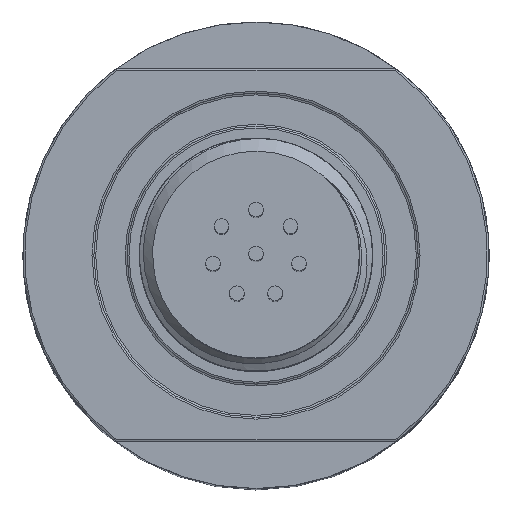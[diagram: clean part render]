
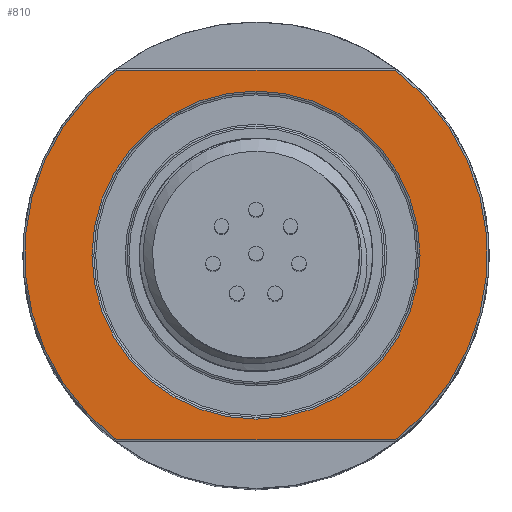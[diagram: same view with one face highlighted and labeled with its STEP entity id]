
A CAD part, top view. The second image highlights one B-rep face of the part: STEP entity #810.
In plain terms, the highlighted planar face has unit normal (0, 0, 1).
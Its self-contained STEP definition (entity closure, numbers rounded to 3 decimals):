
#16=LINE($,#3294,#26);
#17=LINE($,#3296,#27);
#26=VECTOR($,#1156,18.965);
#27=VECTOR($,#1157,18.965);
#60=PLANE($,#929);
#196=FACE_BOUND($,#421,.T.);
#237=CIRCLE($,#894,15.748);
#248=CIRCLE($,#910,11.163);
#254=CIRCLE($,#930,15.748);
#312=FACE_OUTER_BOUND($,#420,.T.);
#420=EDGE_LOOP($,(#716,#717,#718,#719));
#421=EDGE_LOOP($,(#720));
#492=VERTEX_POINT($,#3203);
#493=VERTEX_POINT($,#3204);
#505=VERTEX_POINT($,#3260);
#514=VERTEX_POINT($,#3293);
#515=VERTEX_POINT($,#3295);
#563=EDGE_CURVE($,#492,#493,#237,.T.);
#576=EDGE_CURVE($,#505,#505,#248,.T.);
#586=EDGE_CURVE($,#514,#492,#16,.T.);
#587=EDGE_CURVE($,#493,#515,#17,.T.);
#588=EDGE_CURVE($,#515,#514,#254,.T.);
#716=ORIENTED_EDGE($,*,*,#586,.T.);
#717=ORIENTED_EDGE($,*,*,#563,.T.);
#718=ORIENTED_EDGE($,*,*,#587,.T.);
#719=ORIENTED_EDGE($,*,*,#588,.T.);
#720=ORIENTED_EDGE($,*,*,#576,.T.);
#810=ADVANCED_FACE($,(#312,#196),#60,.F.);
#894=AXIS2_PLACEMENT_3D($,#3205,#1080,#1081);
#910=AXIS2_PLACEMENT_3D($,#3261,#1112,#1113);
#929=AXIS2_PLACEMENT_3D($,#3292,#1154,#1155);
#930=AXIS2_PLACEMENT_3D($,#3297,#1158,#1159);
#1080=DIRECTION('center_axis',(0.,0.,1.));
#1081=DIRECTION('ref_axis',(-1.,0.,0.));
#1112=DIRECTION('center_axis',(0.,0.,-1.));
#1113=DIRECTION('ref_axis',(-1.,0.,0.));
#1154=DIRECTION('center_axis',(0.,0.,-1.));
#1155=DIRECTION('ref_axis',(-1.,0.,0.));
#1156=DIRECTION($,(-1.,0.,0.));
#1157=DIRECTION($,(1.,0.,0.));
#1158=DIRECTION('center_axis',(0.,0.,1.));
#1159=DIRECTION('ref_axis',(-1.,0.,0.));
#3203=CARTESIAN_POINT('',(12.5,38.432,12.284));
#3204=CARTESIAN_POINT('',(12.5,13.286,12.284));
#3205=CARTESIAN_POINT('Origin',(21.982,25.859,12.284));
#3260=CARTESIAN_POINT('',(10.819,25.859,12.284));
#3261=CARTESIAN_POINT('Origin',(21.982,25.859,12.284));
#3292=CARTESIAN_POINT('Origin',(21.982,41.734,12.284));
#3293=CARTESIAN_POINT('',(31.465,38.432,12.284));
#3294=CARTESIAN_POINT($,(31.465,38.432,12.284));
#3295=CARTESIAN_POINT('',(31.465,13.286,12.284));
#3296=CARTESIAN_POINT($,(12.5,13.286,12.284));
#3297=CARTESIAN_POINT('Origin',(21.982,25.859,12.284));
